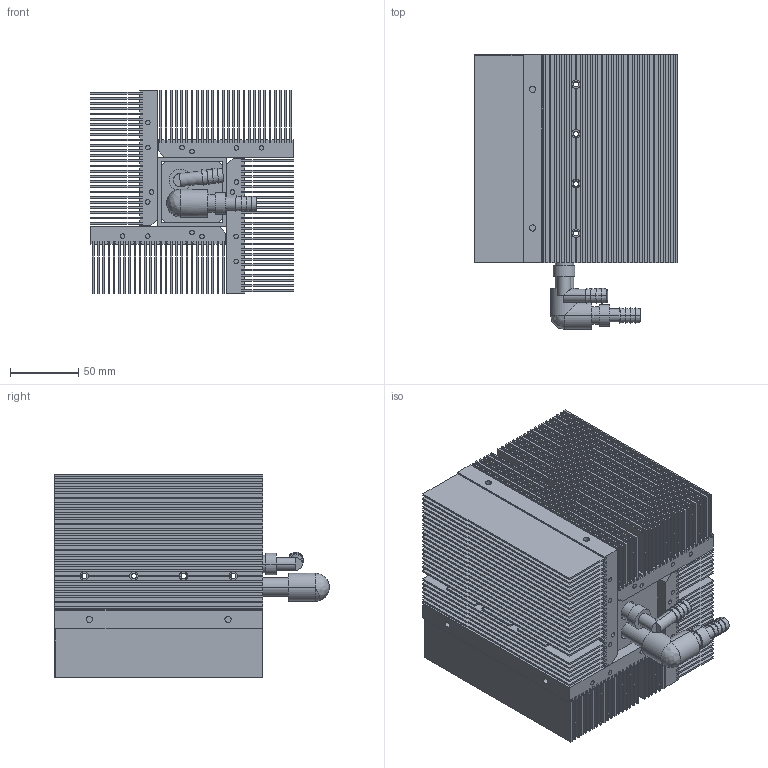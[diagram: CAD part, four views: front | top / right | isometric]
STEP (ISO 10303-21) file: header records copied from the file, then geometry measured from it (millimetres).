
FILE_DESCRIPTION (( 'STEP AP203' ), '1' );
FILE_NAME ('TLC Cube-small.STEP', '2016-06-27T14:23:44', ( '' ), ( '' ), 'SwSTEP 2.0', 'SolidWorks 2016', '' );
FILE_SCHEMA (( 'CONFIG_CONTROL_DESIGN' ));
Length unit declared in the file: inch
Products named in the file (1): TLC Cube-small
Bounding box: 149.2 x 201.17 x 149.25 mm (x, y, z)
Surface area: 1506662.3 mm2 (no closed solid volume)
Topology: 0 solids, 311 shells, 1626 faces, 4355 edges, 3193 vertices
Faces by surface type: plane 1431, cylinder 177, cone 16, bspline 2
Entity records: 52099 total; most frequent: CARTESIAN_POINT 11498, DIRECTION 8012, ORIENTED_EDGE 7740, EDGE_CURVE 4353, LINE 3758, VECTOR 3758, VERTEX_POINT 3193, AXIS2_PLACEMENT_3D 2127
